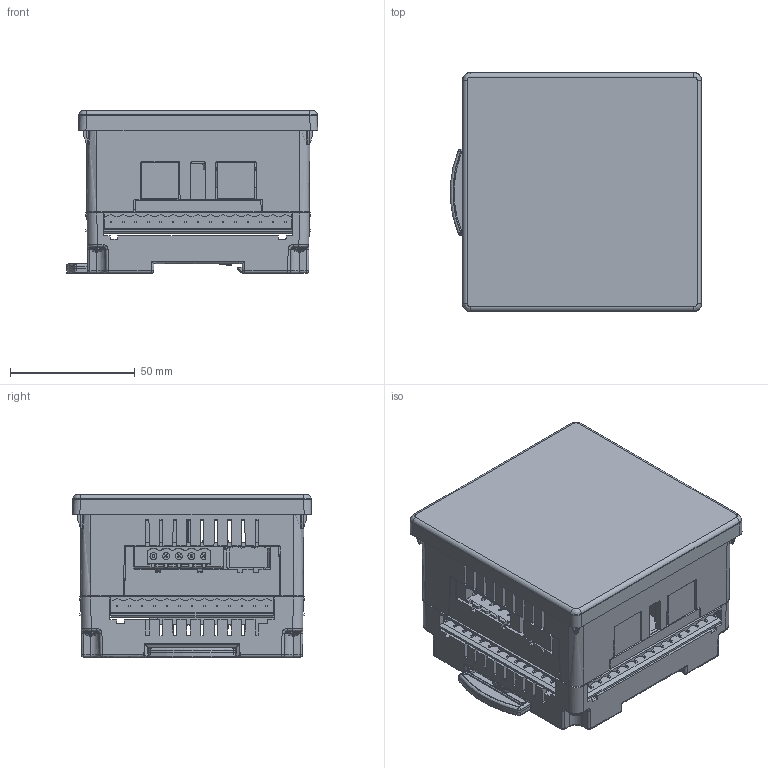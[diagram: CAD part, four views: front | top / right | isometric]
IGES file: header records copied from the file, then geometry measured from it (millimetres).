
Global section: file name: XL4; native system: Autodesk Inventor 2014; preprocessor: unknown; author: sbrock; date: 20140612.081530; units: inch
Bounding box: 100.88 x 96 x 65.29 mm (x, y, z)
Surface area: 103960.4 mm2 (no closed solid volume)
Topology: 0 solids, 0 shells, 1252 faces, 7315 edges, 7305 vertices
Faces by surface type: plane 930, revolution 278, bspline 44
